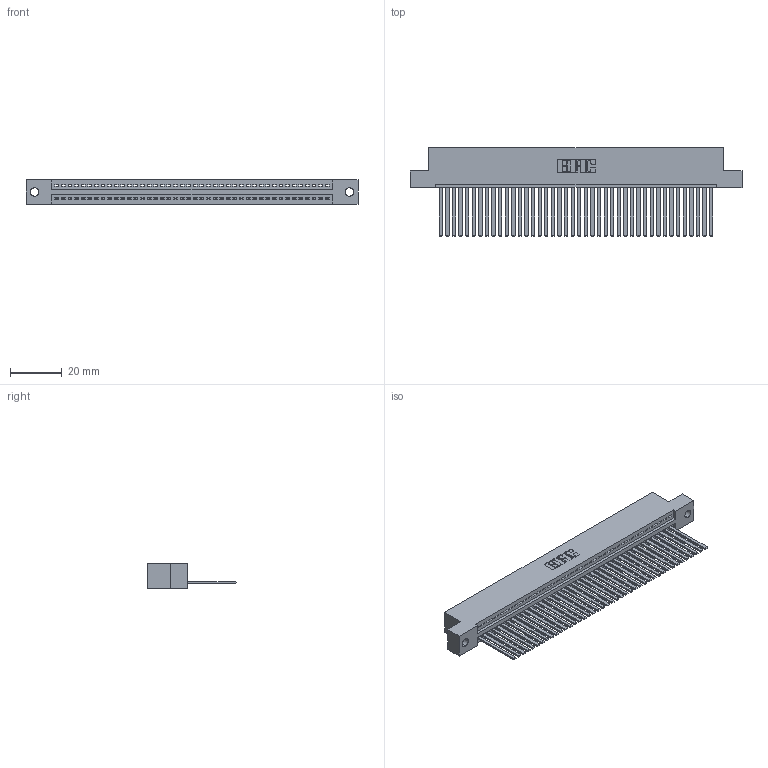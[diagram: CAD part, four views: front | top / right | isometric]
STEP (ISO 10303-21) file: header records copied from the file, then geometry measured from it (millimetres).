
FILE_DESCRIPTION (( 'STEP AP203' ), '1' );
FILE_NAME ('345-042-544-102.STEP', '2018-09-07T22:13:50', ( '' ), ( '' ), 'SwSTEP 2.0', 'SolidWorks 2016', '' );
FILE_SCHEMA (( 'CONFIG_CONTROL_DESIGN' ));
Length unit declared in the file: inch
Products named in the file (3): 345-042-544-102; 345 Part_Flush Mounting Lugs - 0.128 Dia; 345-292-001_345-293-144
Assembly tree (43 placements, depth 2):
  345-042-544-102
    345 Part_Flush Mounting Lugs - 0.128 Dia
    345-292-001_345-293-144  x42
Bounding box: 127.89 x 33.96 x 9.4 mm (x, y, z)
Volume: 12596.8 mm3; surface area: 17928.7 mm2
Topology: 43 solids, 43 shells, 2310 faces, 6977 edges, 4594 vertices
Faces by surface type: plane 1592, cylinder 718
Entity records: 31429 total; most frequent: CARTESIAN_POINT 5450, ORIENTED_EDGE 5426, DIRECTION 4757, EDGE_CURVE 2713, VECTOR 2417, LINE 2417, VERTEX_POINT 1806, AXIS2_PLACEMENT_3D 1170
